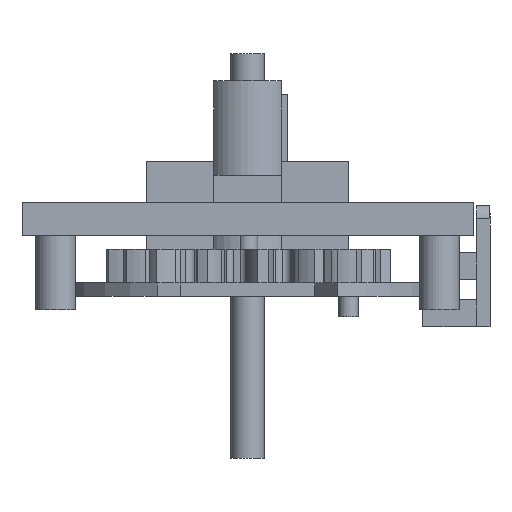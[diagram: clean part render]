
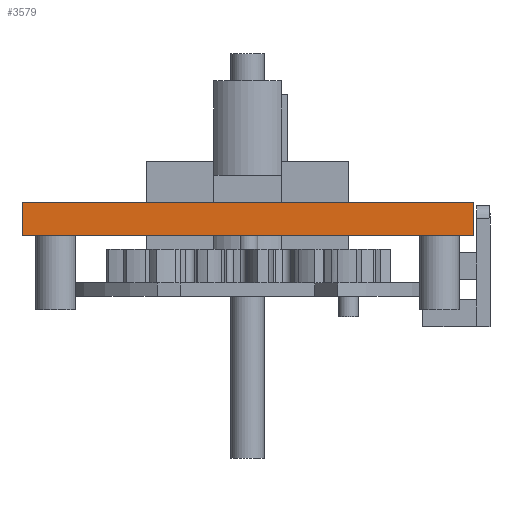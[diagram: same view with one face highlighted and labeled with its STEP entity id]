
A CAD part, front view. The second image highlights one B-rep face of the part: STEP entity #3579.
In plain terms, the highlighted planar face has unit normal (0, -1, 0).
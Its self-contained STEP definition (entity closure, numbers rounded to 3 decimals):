
#2759 = PLANE('',#2760);
#2760 = AXIS2_PLACEMENT_3D('',#2761,#2762,#2763);
#2761 = CARTESIAN_POINT('',(0.,26.,0.));
#2762 = DIRECTION('',(0.,0.,1.));
#2763 = DIRECTION('',(1.,0.,0.));
#2915 = VERTEX_POINT('',#2916);
#2916 = CARTESIAN_POINT('',(-33.5,-62.,0.));
#2930 = PLANE('',#2931);
#2931 = AXIS2_PLACEMENT_3D('',#2932,#2933,#2934);
#2932 = CARTESIAN_POINT('',(-33.5,-62.,0.));
#2933 = DIRECTION('',(-1.,0.,0.));
#2934 = DIRECTION('',(0.,1.,0.));
#2942 = EDGE_CURVE('',#2943,#2915,#2945,.T.);
#2943 = VERTEX_POINT('',#2944);
#2944 = CARTESIAN_POINT('',(33.5,-62.,0.));
#2945 = SURFACE_CURVE('',#2946,(#2950,#2957),.PCURVE_S1.);
#2946 = LINE('',#2947,#2948);
#2947 = CARTESIAN_POINT('',(33.5,-62.,0.));
#2948 = VECTOR('',#2949,1.);
#2949 = DIRECTION('',(-1.,0.,0.));
#2950 = PCURVE('',#2759,#2951);
#2951 = DEFINITIONAL_REPRESENTATION('',(#2952),#2956);
#2952 = LINE('',#2953,#2954);
#2953 = CARTESIAN_POINT('',(33.5,-88.));
#2954 = VECTOR('',#2955,1.);
#2955 = DIRECTION('',(-1.,0.));
#2956 = ( GEOMETRIC_REPRESENTATION_CONTEXT(2) 
PARAMETRIC_REPRESENTATION_CONTEXT() REPRESENTATION_CONTEXT('2D SPACE',''
  ) );
#2957 = PCURVE('',#2958,#2963);
#2958 = PLANE('',#2959);
#2959 = AXIS2_PLACEMENT_3D('',#2960,#2961,#2962);
#2960 = CARTESIAN_POINT('',(33.5,-62.,0.));
#2961 = DIRECTION('',(0.,-1.,0.));
#2962 = DIRECTION('',(-1.,0.,0.));
#2963 = DEFINITIONAL_REPRESENTATION('',(#2964),#2968);
#2964 = LINE('',#2965,#2966);
#2965 = CARTESIAN_POINT('',(0.,0.));
#2966 = VECTOR('',#2967,1.);
#2967 = DIRECTION('',(1.,0.));
#2968 = ( GEOMETRIC_REPRESENTATION_CONTEXT(2) 
PARAMETRIC_REPRESENTATION_CONTEXT() REPRESENTATION_CONTEXT('2D SPACE',''
  ) );
#2984 = PLANE('',#2985);
#2985 = AXIS2_PLACEMENT_3D('',#2986,#2987,#2988);
#2986 = CARTESIAN_POINT('',(33.5,26.,0.));
#2987 = DIRECTION('',(1.,0.,0.));
#2988 = DIRECTION('',(0.,-1.,0.));
#3286 = PLANE('',#3287);
#3287 = AXIS2_PLACEMENT_3D('',#3288,#3289,#3290);
#3288 = CARTESIAN_POINT('',(0.,26.,5.));
#3289 = DIRECTION('',(0.,0.,1.));
#3290 = DIRECTION('',(1.,0.,0.));
#3425 = VERTEX_POINT('',#3426);
#3426 = CARTESIAN_POINT('',(33.5,-62.,5.));
#3447 = EDGE_CURVE('',#2943,#3425,#3448,.T.);
#3448 = SURFACE_CURVE('',#3449,(#3453,#3460),.PCURVE_S1.);
#3449 = LINE('',#3450,#3451);
#3450 = CARTESIAN_POINT('',(33.5,-62.,0.));
#3451 = VECTOR('',#3452,1.);
#3452 = DIRECTION('',(0.,0.,1.));
#3453 = PCURVE('',#2984,#3454);
#3454 = DEFINITIONAL_REPRESENTATION('',(#3455),#3459);
#3455 = LINE('',#3456,#3457);
#3456 = CARTESIAN_POINT('',(88.,0.));
#3457 = VECTOR('',#3458,1.);
#3458 = DIRECTION('',(0.,-1.));
#3459 = ( GEOMETRIC_REPRESENTATION_CONTEXT(2) 
PARAMETRIC_REPRESENTATION_CONTEXT() REPRESENTATION_CONTEXT('2D SPACE',''
  ) );
#3460 = PCURVE('',#2958,#3461);
#3461 = DEFINITIONAL_REPRESENTATION('',(#3462),#3466);
#3462 = LINE('',#3463,#3464);
#3463 = CARTESIAN_POINT('',(0.,0.));
#3464 = VECTOR('',#3465,1.);
#3465 = DIRECTION('',(0.,-1.));
#3466 = ( GEOMETRIC_REPRESENTATION_CONTEXT(2) 
PARAMETRIC_REPRESENTATION_CONTEXT() REPRESENTATION_CONTEXT('2D SPACE',''
  ) );
#3534 = EDGE_CURVE('',#2915,#3535,#3537,.T.);
#3535 = VERTEX_POINT('',#3536);
#3536 = CARTESIAN_POINT('',(-33.5,-62.,5.));
#3537 = SURFACE_CURVE('',#3538,(#3542,#3549),.PCURVE_S1.);
#3538 = LINE('',#3539,#3540);
#3539 = CARTESIAN_POINT('',(-33.5,-62.,0.));
#3540 = VECTOR('',#3541,1.);
#3541 = DIRECTION('',(0.,0.,1.));
#3542 = PCURVE('',#2930,#3543);
#3543 = DEFINITIONAL_REPRESENTATION('',(#3544),#3548);
#3544 = LINE('',#3545,#3546);
#3545 = CARTESIAN_POINT('',(0.,0.));
#3546 = VECTOR('',#3547,1.);
#3547 = DIRECTION('',(0.,-1.));
#3548 = ( GEOMETRIC_REPRESENTATION_CONTEXT(2) 
PARAMETRIC_REPRESENTATION_CONTEXT() REPRESENTATION_CONTEXT('2D SPACE',''
  ) );
#3549 = PCURVE('',#2958,#3550);
#3550 = DEFINITIONAL_REPRESENTATION('',(#3551),#3555);
#3551 = LINE('',#3552,#3553);
#3552 = CARTESIAN_POINT('',(67.,0.));
#3553 = VECTOR('',#3554,1.);
#3554 = DIRECTION('',(0.,-1.));
#3555 = ( GEOMETRIC_REPRESENTATION_CONTEXT(2) 
PARAMETRIC_REPRESENTATION_CONTEXT() REPRESENTATION_CONTEXT('2D SPACE',''
  ) );
#3579 = ADVANCED_FACE('',(#3580),#2958,.T.);
#3580 = FACE_BOUND('',#3581,.T.);
#3581 = EDGE_LOOP('',(#3582,#3583,#3604,#3605));
#3582 = ORIENTED_EDGE('',*,*,#3447,.T.);
#3583 = ORIENTED_EDGE('',*,*,#3584,.T.);
#3584 = EDGE_CURVE('',#3425,#3535,#3585,.T.);
#3585 = SURFACE_CURVE('',#3586,(#3590,#3597),.PCURVE_S1.);
#3586 = LINE('',#3587,#3588);
#3587 = CARTESIAN_POINT('',(33.5,-62.,5.));
#3588 = VECTOR('',#3589,1.);
#3589 = DIRECTION('',(-1.,0.,0.));
#3590 = PCURVE('',#2958,#3591);
#3591 = DEFINITIONAL_REPRESENTATION('',(#3592),#3596);
#3592 = LINE('',#3593,#3594);
#3593 = CARTESIAN_POINT('',(0.,-5.));
#3594 = VECTOR('',#3595,1.);
#3595 = DIRECTION('',(1.,0.));
#3596 = ( GEOMETRIC_REPRESENTATION_CONTEXT(2) 
PARAMETRIC_REPRESENTATION_CONTEXT() REPRESENTATION_CONTEXT('2D SPACE',''
  ) );
#3597 = PCURVE('',#3286,#3598);
#3598 = DEFINITIONAL_REPRESENTATION('',(#3599),#3603);
#3599 = LINE('',#3600,#3601);
#3600 = CARTESIAN_POINT('',(33.5,-88.));
#3601 = VECTOR('',#3602,1.);
#3602 = DIRECTION('',(-1.,0.));
#3603 = ( GEOMETRIC_REPRESENTATION_CONTEXT(2) 
PARAMETRIC_REPRESENTATION_CONTEXT() REPRESENTATION_CONTEXT('2D SPACE',''
  ) );
#3604 = ORIENTED_EDGE('',*,*,#3534,.F.);
#3605 = ORIENTED_EDGE('',*,*,#2942,.F.);
